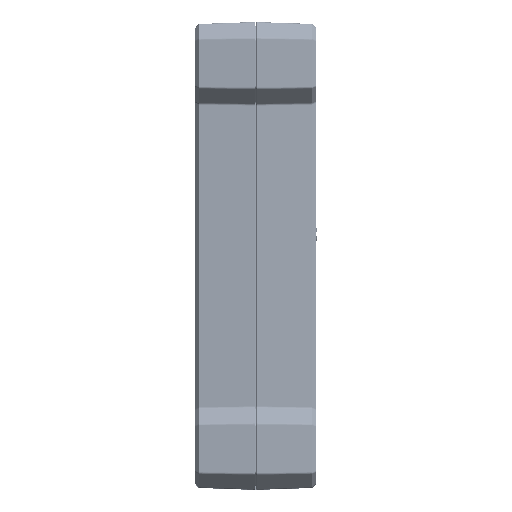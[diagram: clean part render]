
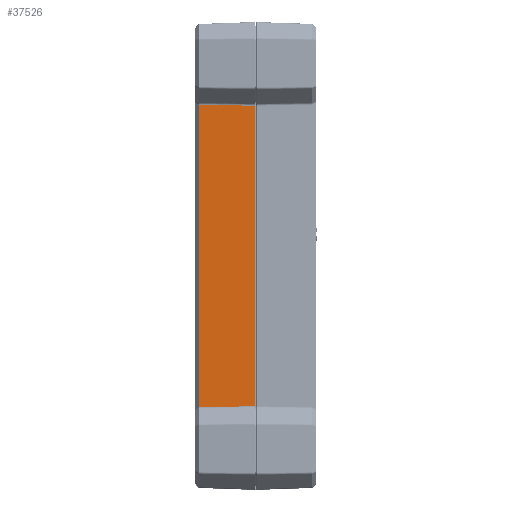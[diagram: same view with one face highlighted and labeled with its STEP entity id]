
A CAD part, left-side view. The second image highlights one B-rep face of the part: STEP entity #37526.
In plain terms, the highlighted planar face has unit normal (-0.999, 0.035, 0).
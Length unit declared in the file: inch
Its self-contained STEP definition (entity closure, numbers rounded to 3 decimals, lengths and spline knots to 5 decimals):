
#16012 = CARTESIAN_POINT ( 'NONE',  ( -2.52338, 0.00689, 1.07463 ) ) ;
#28855 = LINE ( 'NONE', #119886, #148634 ) ;
#31026 = CARTESIAN_POINT ( 'NONE',  ( -2.50946, 0.40553, -1.08039 ) ) ;
#31492 = LINE ( 'NONE', #189853, #111899 ) ;
#37526 = ADVANCED_FACE ( 'NONE', ( #222283 ), #246041, .T. ) ;
#42917 = EDGE_CURVE ( 'NONE', #109237, #69198, #144588, .T. ) ;
#56094 = EDGE_CURVE ( 'NONE', #235239, #109237, #28855, .T. ) ;
#65139 = EDGE_CURVE ( 'NONE', #132964, #235239, #234525, .T. ) ;
#69176 = CARTESIAN_POINT ( 'NONE',  ( -2.50946, 0.40553, -1.08039 ) ) ;
#69198 = VERTEX_POINT ( 'NONE', #200906 ) ;
#84868 = DIRECTION ( 'NONE',  ( -0.035, -0.999, 0. ) ) ;
#97728 = ORIENTED_EDGE ( 'NONE', *, *, #288883, .T. ) ;
#100072 = ORIENTED_EDGE ( 'NONE', *, *, #42917, .T. ) ;
#109237 = VERTEX_POINT ( 'NONE', #69176 ) ;
#110136 = VECTOR ( 'NONE', #119497, 39.37008 ) ;
#111014 = CARTESIAN_POINT ( 'NONE',  ( -2.50946, 0.40553, 1.08039 ) ) ;
#111899 = VECTOR ( 'NONE', #125537, 39.37008 ) ;
#119497 = DIRECTION ( 'NONE',  ( 0.035, 0.999, 0.014 ) ) ;
#119886 = CARTESIAN_POINT ( 'NONE',  ( -2.50946, 0.40553, 0. ) ) ;
#125537 = DIRECTION ( 'NONE',  ( 0., 0., 1. ) ) ;
#127409 = EDGE_LOOP ( 'NONE', ( #100072, #97728, #131786, #259633 ) ) ;
#129705 = CARTESIAN_POINT ( 'NONE',  ( -2.52362, 0., 0. ) ) ;
#131786 = ORIENTED_EDGE ( 'NONE', *, *, #65139, .T. ) ;
#132645 = DIRECTION ( 'NONE',  ( -0.999, 0.035, 0. ) ) ;
#132964 = VERTEX_POINT ( 'NONE', #275844 ) ;
#143093 = DIRECTION ( 'NONE',  ( -0.035, -0.999, 0.014 ) ) ;
#144588 = LINE ( 'NONE', #31026, #168535 ) ;
#148634 = VECTOR ( 'NONE', #211106, 39.37008 ) ;
#168535 = VECTOR ( 'NONE', #143093, 39.37008 ) ;
#189853 = CARTESIAN_POINT ( 'NONE',  ( -2.52338, 0.00689, 0. ) ) ;
#198822 = AXIS2_PLACEMENT_3D ( 'NONE', #129705, #132645, #84868 ) ;
#200906 = CARTESIAN_POINT ( 'NONE',  ( -2.52338, 0.00689, -1.07463 ) ) ;
#211106 = DIRECTION ( 'NONE',  ( 0., 0., -1. ) ) ;
#222283 = FACE_OUTER_BOUND ( 'NONE', #127409, .T. ) ;
#234525 = LINE ( 'NONE', #16012, #110136 ) ;
#235239 = VERTEX_POINT ( 'NONE', #111014 ) ;
#246041 = PLANE ( 'NONE',  #198822 ) ;
#259633 = ORIENTED_EDGE ( 'NONE', *, *, #56094, .T. ) ;
#275844 = CARTESIAN_POINT ( 'NONE',  ( -2.52338, 0.00689, 1.07463 ) ) ;
#288883 = EDGE_CURVE ( 'NONE', #69198, #132964, #31492, .T. ) ;
